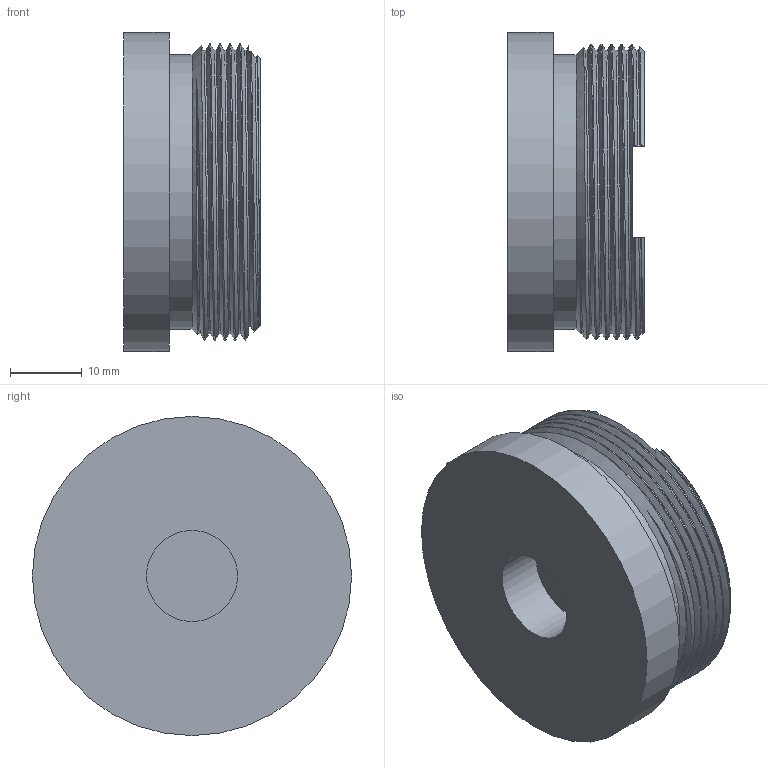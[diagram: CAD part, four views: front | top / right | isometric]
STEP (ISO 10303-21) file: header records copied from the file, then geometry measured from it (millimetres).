
FILE_DESCRIPTION(/* description */ ('','CAx-IF Rec.Pracs.---Representation and Presentation of Product Manufacturing Information (PMI)---4.0---2014-10-13'),/* implementation_level */ '2;1');
FILE_NAME(/* name */ 'IMpack threaded mount.step',/* time_stamp */ '2025-03-07T15:27:27-05:00',/* author */ (''),/* organization */ (''),/* preprocessor_version */ 'ST-DEVELOPER v20',/* originating_system */ 'Autodesk Translation Framework v13.20.0.188',/* authorisation */ '');
FILE_SCHEMA (('AP242_MANAGED_MODEL_BASED_3D_ENGINEERING_MIM_LF { 1 0 10303 442 1 1 4 }'));
Length unit declared in the file: inch
Products named in the file (1): threaded mount
Bounding box: 19.05 x 44.45 x 44.45 mm (x, y, z)
Volume: 17683.1 mm3; surface area: 7701.7 mm2
Topology: 1 solids, 1 shells, 95 faces, 265 edges, 175 vertices
Faces by surface type: cylinder 61, plane 21, cone 8, bspline 5
Full cylindrical faces by diameter (mm): 1.623 x4, 12.7 x1, 38.278 x1, 39.558 x4, 41.237 x3, 44.45 x1
Entity records: 7739 total; most frequent: CARTESIAN_POINT 5296, ORIENTED_EDGE 522, DIRECTION 496, EDGE_CURVE 261, AXIS2_PLACEMENT_3D 196, VERTEX_POINT 175, CIRCLE 105, LINE 104
